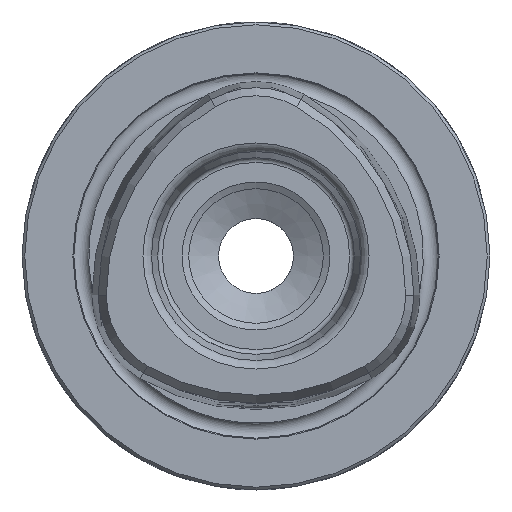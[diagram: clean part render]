
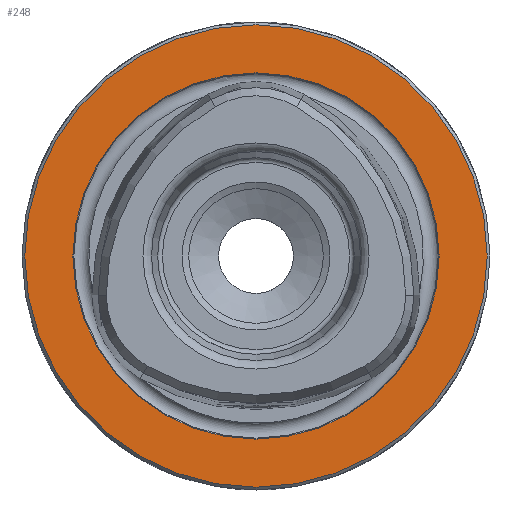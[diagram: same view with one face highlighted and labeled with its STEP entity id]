
A CAD part, left-side view. The second image highlights one B-rep face of the part: STEP entity #248.
In plain terms, the highlighted planar face has unit normal (-1, 0, 0).
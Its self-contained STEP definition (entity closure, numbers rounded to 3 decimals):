
#248 = ADVANCED_FACE( '', ( #550, #551 ), #552, .T. );
#550 = FACE_OUTER_BOUND( '', #897, .T. );
#551 = FACE_BOUND( '', #898, .T. );
#552 = PLANE( '', #899 );
#897 = EDGE_LOOP( '', ( #1488 ) );
#898 = EDGE_LOOP( '', ( #1489 ) );
#899 = AXIS2_PLACEMENT_3D( '', #1490, #1491, #1492 );
#1488 = ORIENTED_EDGE( '', *, *, #1970, .T. );
#1489 = ORIENTED_EDGE( '', *, *, #1885, .F. );
#1490 = CARTESIAN_POINT( '', ( 0., 0., 19.4 ) );
#1491 = DIRECTION( '', ( -1., 0., 0. ) );
#1492 = DIRECTION( '', ( 0., 0., 1. ) );
#1885 = EDGE_CURVE( '', #2243, #2243, #2244, .T. );
#1970 = EDGE_CURVE( '', #2358, #2358, #2359, .T. );
#2243 = VERTEX_POINT( '', #2844 );
#2244 = CIRCLE( '', #2845, 19.564 );
#2358 = VERTEX_POINT( '', #3349 );
#2359 = CIRCLE( '', #3350, 24.7 );
#2844 = CARTESIAN_POINT( '', ( 0., 0., 19.564 ) );
#2845 = AXIS2_PLACEMENT_3D( '', #3748, #3749, #3750 );
#3349 = CARTESIAN_POINT( '', ( 0., 0., 24.7 ) );
#3350 = AXIS2_PLACEMENT_3D( '', #3830, #3831, #3832 );
#3748 = CARTESIAN_POINT( '', ( 0., 0., 0. ) );
#3749 = DIRECTION( '', ( -1., 0., 0. ) );
#3750 = DIRECTION( '', ( 0., 0., 1. ) );
#3830 = CARTESIAN_POINT( '', ( 0., 0., 0. ) );
#3831 = DIRECTION( '', ( -1., 0., 0. ) );
#3832 = DIRECTION( '', ( 0., 0., 1. ) );
